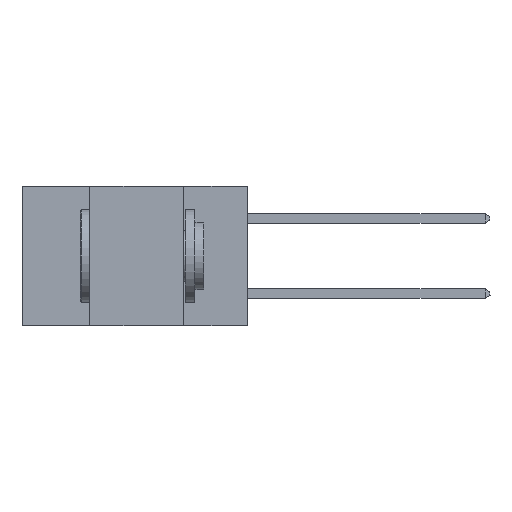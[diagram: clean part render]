
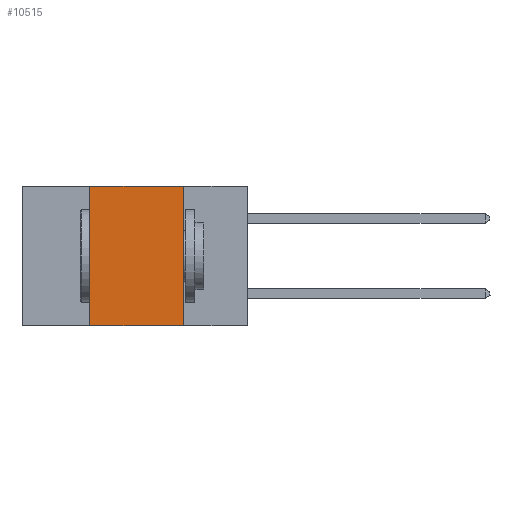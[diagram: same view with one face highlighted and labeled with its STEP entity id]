
A CAD part, left-side view. The second image highlights one B-rep face of the part: STEP entity #10515.
In plain terms, the highlighted planar face has unit normal (-1, 0, 0).
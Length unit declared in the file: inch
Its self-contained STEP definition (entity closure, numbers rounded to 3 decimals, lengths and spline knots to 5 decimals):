
#11 = VERTEX_POINT ( 'NONE', #10924 ) ;
#588 = DIRECTION ( 'NONE',  ( 0., 0., 1. ) ) ;
#2128 = EDGE_CURVE ( 'NONE', #3534, #20974, #14764, .T. ) ;
#2817 = CARTESIAN_POINT ( 'NONE',  ( 0., 0.17, 0. ) ) ;
#2921 = CARTESIAN_POINT ( 'NONE',  ( 0., 0.42, 0. ) ) ;
#3138 = PLANE ( 'NONE',  #17397 ) ;
#3534 = VERTEX_POINT ( 'NONE', #4940 ) ;
#3855 = FACE_OUTER_BOUND ( 'NONE', #15358, .T. ) ;
#4547 = DIRECTION ( 'NONE',  ( 0., 0., -1. ) ) ;
#4940 = CARTESIAN_POINT ( 'NONE',  ( 0., 0.42, -0.37 ) ) ;
#5216 = EDGE_CURVE ( 'NONE', #20974, #19553, #13039, .T. ) ;
#5617 = VECTOR ( 'NONE', #4547, 39.37008 ) ;
#5790 = LINE ( 'NONE', #19264, #14532 ) ;
#6159 = CARTESIAN_POINT ( 'NONE',  ( 0., 0.17, 0. ) ) ;
#6250 = ORIENTED_EDGE ( 'NONE', *, *, #5216, .F. ) ;
#8204 = EDGE_CURVE ( 'NONE', #3534, #11, #5790, .T. ) ;
#8244 = DIRECTION ( 'NONE',  ( 1., 0., 0. ) ) ;
#9581 = VECTOR ( 'NONE', #588, 39.37008 ) ;
#10217 = CARTESIAN_POINT ( 'NONE',  ( 0., 0.6, 0. ) ) ;
#10515 = ADVANCED_FACE ( 'NONE', ( #3855 ), #3138, .F. ) ;
#10924 = CARTESIAN_POINT ( 'NONE',  ( 0., 0.17, -0.37 ) ) ;
#11010 = CARTESIAN_POINT ( 'NONE',  ( 0., 0.42, 0. ) ) ;
#11605 = ORIENTED_EDGE ( 'NONE', *, *, #2128, .F. ) ;
#12418 = DIRECTION ( 'NONE',  ( 0., -1., 0. ) ) ;
#13039 = LINE ( 'NONE', #10217, #15233 ) ;
#14210 = EDGE_CURVE ( 'NONE', #19553, #11, #15157, .T. ) ;
#14532 = VECTOR ( 'NONE', #12418, 39.37008 ) ;
#14764 = LINE ( 'NONE', #11010, #9581 ) ;
#15157 = LINE ( 'NONE', #6159, #5617 ) ;
#15233 = VECTOR ( 'NONE', #18606, 39.37008 ) ;
#15358 = EDGE_LOOP ( 'NONE', ( #20203, #6250, #11605, #17468 ) ) ;
#17031 = DIRECTION ( 'NONE',  ( 0., 0., -1. ) ) ;
#17397 = AXIS2_PLACEMENT_3D ( 'NONE', #18641, #8244, #17031 ) ;
#17468 = ORIENTED_EDGE ( 'NONE', *, *, #8204, .T. ) ;
#18606 = DIRECTION ( 'NONE',  ( 0., -1., 0. ) ) ;
#18641 = CARTESIAN_POINT ( 'NONE',  ( 0., 0.6, 0. ) ) ;
#19264 = CARTESIAN_POINT ( 'NONE',  ( 0., 0.6, -0.37 ) ) ;
#19553 = VERTEX_POINT ( 'NONE', #2817 ) ;
#20203 = ORIENTED_EDGE ( 'NONE', *, *, #14210, .F. ) ;
#20974 = VERTEX_POINT ( 'NONE', #2921 ) ;
